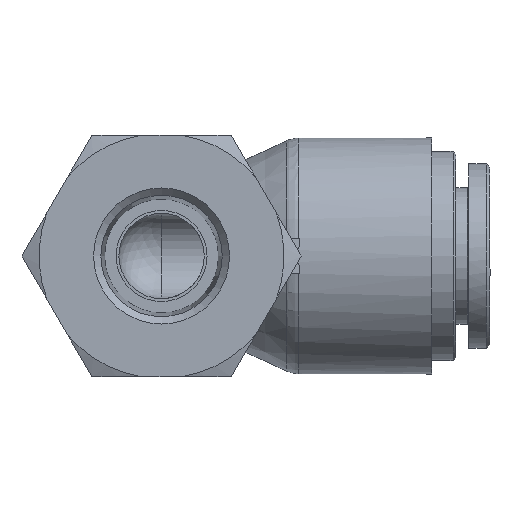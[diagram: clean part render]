
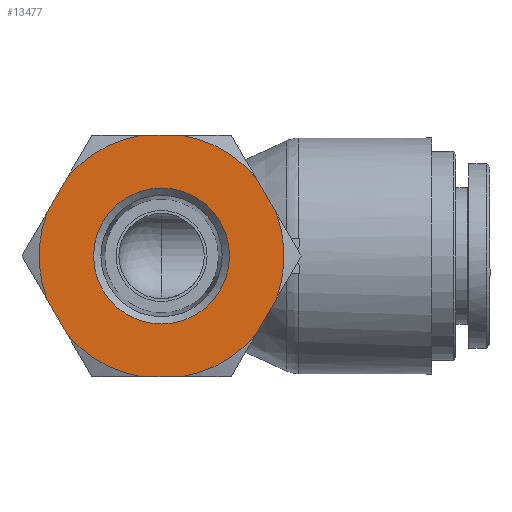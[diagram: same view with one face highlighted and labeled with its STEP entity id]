
A CAD part, front view. The second image highlights one B-rep face of the part: STEP entity #13477.
In plain terms, the highlighted face is planar.
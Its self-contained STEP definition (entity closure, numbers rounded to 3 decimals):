
#13333=CARTESIAN_POINT('',(-23.1,4.783,0.));
#13334=VERTEX_POINT('',#13333);
#13335=CARTESIAN_POINT('',(-23.1,0.,0.0));
#13336=DIRECTION('',(-1.0,0.0,0.0));
#13337=DIRECTION('',(0.0,-1.0,0.0));
#13338=AXIS2_PLACEMENT_3D('',#13335,#13336,#13337);
#13339=CIRCLE('',#13338,4.783);
#13340=EDGE_CURVE('',#13334,#13334,#13339,.T.);
#13365=CARTESIAN_POINT('',(-23.1,4.25,0.0));
#13366=DIRECTION('',(-1.0,0.0,0.0));
#13367=DIRECTION('',(0.0,0.0,1.0));
#13368=AXIS2_PLACEMENT_3D('',#13365,#13366,#13367);
#13369=PLANE('',#13368);
#13370=CARTESIAN_POINT('',(-23.1,8.063,3.035));
#13371=VERTEX_POINT('',#13370);
#13372=CARTESIAN_POINT('',(-23.1,8.063,-3.035));
#13373=VERTEX_POINT('',#13372);
#13374=CARTESIAN_POINT('',(-23.1,0.,0.0));
#13375=DIRECTION('',(-1.0,0.0,0.0));
#13376=DIRECTION('',(0.0,1.0,0.0));
#13377=AXIS2_PLACEMENT_3D('',#13374,#13375,#13376);
#13378=CIRCLE('',#13377,8.615);
#13379=EDGE_CURVE('',#13371,#13373,#13378,.T.);
#13380=ORIENTED_EDGE('',*,*,#13379,.T.);
#13381=CARTESIAN_POINT('',(-23.1,6.66,-5.465));
#13382=VERTEX_POINT('',#13381);
#13383=CARTESIAN_POINT('',(-23.1,6.66,-5.465));
#13384=DIRECTION('',(0.0,0.5,0.866));
#13385=VECTOR('',#13384,2.805);
#13386=LINE('',#13383,#13385);
#13387=EDGE_CURVE('',#13382,#13373,#13386,.T.);
#13388=ORIENTED_EDGE('',*,*,#13387,.F.);
#13389=CARTESIAN_POINT('',(-23.1,1.403,-8.5));
#13390=VERTEX_POINT('',#13389);
#13391=CARTESIAN_POINT('',(-23.1,0.,0.0));
#13392=DIRECTION('',(-1.0,0.0,0.0));
#13393=DIRECTION('',(0.0,1.0,0.0));
#13394=AXIS2_PLACEMENT_3D('',#13391,#13392,#13393);
#13395=CIRCLE('',#13394,8.615);
#13396=EDGE_CURVE('',#13382,#13390,#13395,.T.);
#13397=ORIENTED_EDGE('',*,*,#13396,.T.);
#13398=CARTESIAN_POINT('',(-23.1,-1.403,-8.5));
#13399=VERTEX_POINT('',#13398);
#13400=CARTESIAN_POINT('',(-23.1,-1.403,-8.5));
#13401=DIRECTION('',(0.0,1.0,0.0));
#13402=VECTOR('',#13401,2.805);
#13403=LINE('',#13400,#13402);
#13404=EDGE_CURVE('',#13399,#13390,#13403,.T.);
#13405=ORIENTED_EDGE('',*,*,#13404,.F.);
#13406=CARTESIAN_POINT('',(-23.1,-6.66,-5.465));
#13407=VERTEX_POINT('',#13406);
#13408=CARTESIAN_POINT('',(-23.1,0.,0.0));
#13409=DIRECTION('',(-1.0,0.0,0.0));
#13410=DIRECTION('',(0.0,1.0,0.0));
#13411=AXIS2_PLACEMENT_3D('',#13408,#13409,#13410);
#13412=CIRCLE('',#13411,8.615);
#13413=EDGE_CURVE('',#13399,#13407,#13412,.T.);
#13414=ORIENTED_EDGE('',*,*,#13413,.T.);
#13415=CARTESIAN_POINT('',(-23.1,-8.063,-3.035));
#13416=VERTEX_POINT('',#13415);
#13417=CARTESIAN_POINT('',(-23.1,-8.063,-3.035));
#13418=DIRECTION('',(0.0,0.5,-0.866));
#13419=VECTOR('',#13418,2.805);
#13420=LINE('',#13417,#13419);
#13421=EDGE_CURVE('',#13416,#13407,#13420,.T.);
#13422=ORIENTED_EDGE('',*,*,#13421,.F.);
#13423=CARTESIAN_POINT('',(-23.1,-8.063,3.035));
#13424=VERTEX_POINT('',#13423);
#13425=CARTESIAN_POINT('',(-23.1,0.,0.0));
#13426=DIRECTION('',(-1.0,0.0,0.0));
#13427=DIRECTION('',(0.0,1.0,0.0));
#13428=AXIS2_PLACEMENT_3D('',#13425,#13426,#13427);
#13429=CIRCLE('',#13428,8.615);
#13430=EDGE_CURVE('',#13416,#13424,#13429,.T.);
#13431=ORIENTED_EDGE('',*,*,#13430,.T.);
#13432=CARTESIAN_POINT('',(-23.1,-6.66,5.465));
#13433=VERTEX_POINT('',#13432);
#13434=CARTESIAN_POINT('',(-23.1,-6.66,5.465));
#13435=DIRECTION('',(0.0,-0.5,-0.866));
#13436=VECTOR('',#13435,2.805);
#13437=LINE('',#13434,#13436);
#13438=EDGE_CURVE('',#13433,#13424,#13437,.T.);
#13439=ORIENTED_EDGE('',*,*,#13438,.F.);
#13440=CARTESIAN_POINT('',(-23.1,-1.403,8.5));
#13441=VERTEX_POINT('',#13440);
#13442=CARTESIAN_POINT('',(-23.1,0.,0.0));
#13443=DIRECTION('',(-1.0,0.0,0.0));
#13444=DIRECTION('',(0.0,1.0,0.0));
#13445=AXIS2_PLACEMENT_3D('',#13442,#13443,#13444);
#13446=CIRCLE('',#13445,8.615);
#13447=EDGE_CURVE('',#13433,#13441,#13446,.T.);
#13448=ORIENTED_EDGE('',*,*,#13447,.T.);
#13449=CARTESIAN_POINT('',(-23.1,1.403,8.5));
#13450=VERTEX_POINT('',#13449);
#13451=CARTESIAN_POINT('',(-23.1,1.403,8.5));
#13452=DIRECTION('',(0.0,-1.0,0.0));
#13453=VECTOR('',#13452,2.805);
#13454=LINE('',#13451,#13453);
#13455=EDGE_CURVE('',#13450,#13441,#13454,.T.);
#13456=ORIENTED_EDGE('',*,*,#13455,.F.);
#13457=CARTESIAN_POINT('',(-23.1,6.66,5.465));
#13458=VERTEX_POINT('',#13457);
#13459=CARTESIAN_POINT('',(-23.1,0.,0.0));
#13460=DIRECTION('',(-1.0,0.0,0.0));
#13461=DIRECTION('',(0.0,1.0,0.0));
#13462=AXIS2_PLACEMENT_3D('',#13459,#13460,#13461);
#13463=CIRCLE('',#13462,8.615);
#13464=EDGE_CURVE('',#13450,#13458,#13463,.T.);
#13465=ORIENTED_EDGE('',*,*,#13464,.T.);
#13466=CARTESIAN_POINT('',(-23.1,8.063,3.035));
#13467=DIRECTION('',(0.0,-0.5,0.866));
#13468=VECTOR('',#13467,2.805);
#13469=LINE('',#13466,#13468);
#13470=EDGE_CURVE('',#13371,#13458,#13469,.T.);
#13471=ORIENTED_EDGE('',*,*,#13470,.F.);
#13472=EDGE_LOOP('',(#13380,#13388,#13397,#13405,#13414,#13422,#13431,#13439,#13448,#13456,#13465,#13471));
#13473=FACE_OUTER_BOUND('',#13472,.T.);
#13474=ORIENTED_EDGE('',*,*,#13340,.F.);
#13475=EDGE_LOOP('',(#13474));
#13476=FACE_BOUND('',#13475,.T.);
#13477=ADVANCED_FACE('',(#13473,#13476),#13369,.T.);
